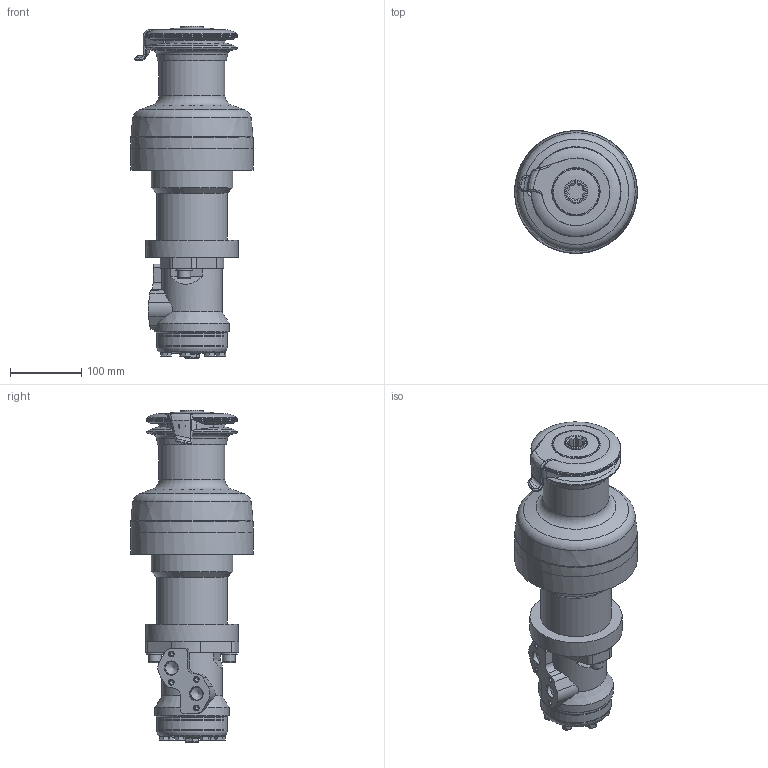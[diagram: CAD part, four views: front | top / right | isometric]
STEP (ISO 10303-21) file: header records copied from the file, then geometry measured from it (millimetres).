
FILE_DESCRIPTION(/* description */ (''),/* implementation_level */ '2;1');
FILE_NAME(/* name */ 'XT44_HD.stp',/* time_stamp */ '2016-03-25T14:38:53+01:00',/* author */ ('gianni'),/* organization */ (''),/* preprocessor_version */ 'ST-DEVELOPER v16.1',/* originating_system */ 'Autodesk Inventor 2016',/* authorisation */ '');
FILE_SCHEMA (('AUTOMOTIVE_DESIGN { 1 0 10303 214 3 1 1 }'));
Length unit declared in the file: millimetre
Products named in the file (1): XT44 HD
Bounding box: 172.94 x 172.89 x 467.5 mm (x, y, z)
Volume: 5032631.3 mm3; surface area: 275154.9 mm2
Topology: 1 solids, 1 shells, 414 faces, 1061 edges, 672 vertices
Faces by surface type: plane 187, cylinder 92, torus 65, bspline 39, cone 31
Full cylindrical faces by diameter (mm): 6.647 x4, 8.5 x6, 13 x7, 18 x3, 18.631 x2, 24 x2, 31.72 x1, 32.2 x1, 93 x2, 94 x1, 100 x3, 105 x1, 115 x1, 127 x3, 130 x1, 173 x1
Entity records: 15249 total; most frequent: CARTESIAN_POINT 6051, ORIENTED_EDGE 1888, DIRECTION 1809, EDGE_CURVE 944, AXIS2_PLACEMENT_3D 730, VERTEX_POINT 637, EDGE_LOOP 527, FACE_OUTER_BOUND 414
